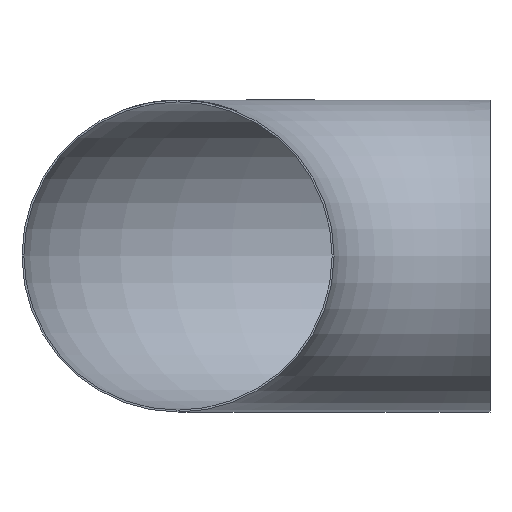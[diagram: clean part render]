
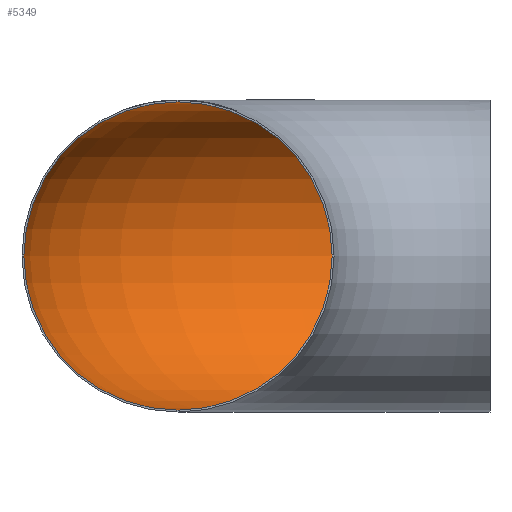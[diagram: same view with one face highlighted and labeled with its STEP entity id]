
A CAD part, front view. The second image highlights one B-rep face of the part: STEP entity #5349.
In plain terms, the highlighted toroidal (fillet/blend) face has major radius 508 mm and minor radius 251 mm.
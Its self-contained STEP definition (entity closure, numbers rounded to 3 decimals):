
#419 = CIRCLE ( 'NONE', #1104, 251. ) ;
#1104 = AXIS2_PLACEMENT_3D ( 'NONE', #41074, #28235, #12141 ) ;
#1318 = TOROIDAL_SURFACE ( 'NONE', #28722, 508., 251. ) ;
#1985 = DIRECTION ( 'NONE',  ( 0., 0., -1. ) ) ;
#2976 = ORIENTED_EDGE ( 'NONE', *, *, #12098, .T. ) ;
#3971 = EDGE_CURVE ( 'NONE', #5013, #5013, #41662, .T. ) ;
#5013 = VERTEX_POINT ( 'NONE', #14871 ) ;
#5123 = DIRECTION ( 'NONE',  ( 0., 0., 1. ) ) ;
#5349 = ADVANCED_FACE ( 'NONE', ( #31343, #8212 ), #1318, .F. ) ;
#7447 = ORIENTED_EDGE ( 'NONE', *, *, #3971, .F. ) ;
#8212 = FACE_OUTER_BOUND ( 'NONE', #19632, .T. ) ;
#8553 = DIRECTION ( 'NONE',  ( 0., 1., 0. ) ) ;
#11429 = CARTESIAN_POINT ( 'NONE',  ( 0., 759., 0. ) ) ;
#12098 = EDGE_CURVE ( 'NONE', #24940, #24940, #419, .T. ) ;
#12141 = DIRECTION ( 'NONE',  ( 0., 1., 0. ) ) ;
#14871 = CARTESIAN_POINT ( 'NONE',  ( -508., 0., 251. ) ) ;
#19632 = EDGE_LOOP ( 'NONE', ( #7447 ) ) ;
#19793 = EDGE_LOOP ( 'NONE', ( #2976 ) ) ;
#24940 = VERTEX_POINT ( 'NONE', #11429 ) ;
#28016 = AXIS2_PLACEMENT_3D ( 'NONE', #41111, #8553, #5123 ) ;
#28235 = DIRECTION ( 'NONE',  ( 1., 0., 0. ) ) ;
#28722 = AXIS2_PLACEMENT_3D ( 'NONE', #38392, #1985, #41605 ) ;
#31343 = FACE_OUTER_BOUND ( 'NONE', #19793, .T. ) ;
#38392 = CARTESIAN_POINT ( 'NONE',  ( 0., 0., 0. ) ) ;
#41074 = CARTESIAN_POINT ( 'NONE',  ( 0., 508., 0. ) ) ;
#41111 = CARTESIAN_POINT ( 'NONE',  ( -508., 0., 0. ) ) ;
#41605 = DIRECTION ( 'NONE',  ( -1., 0., 0. ) ) ;
#41662 = CIRCLE ( 'NONE', #28016, 251. ) ;
